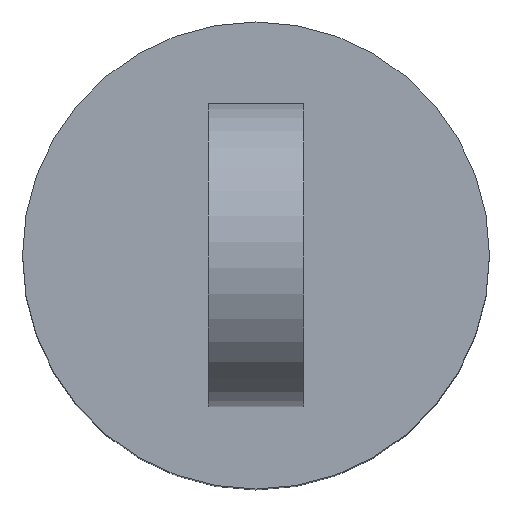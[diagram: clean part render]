
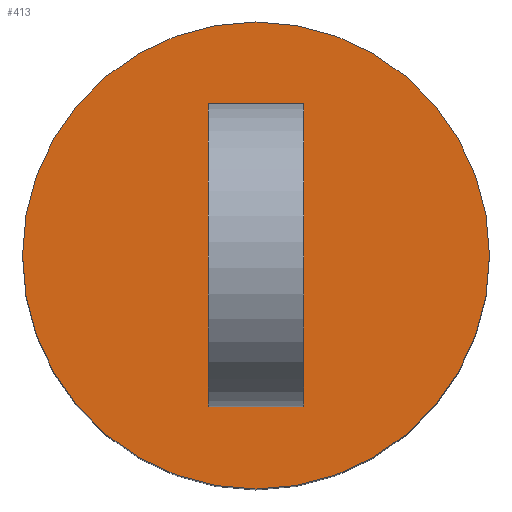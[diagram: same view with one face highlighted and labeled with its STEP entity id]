
A CAD part, top view. The second image highlights one B-rep face of the part: STEP entity #413.
In plain terms, the highlighted planar face has unit normal (0, 0, 1).
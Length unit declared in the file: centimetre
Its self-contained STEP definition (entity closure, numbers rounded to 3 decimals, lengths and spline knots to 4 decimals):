
#83=CIRCLE('',#434,0.125);
#104=VERTEX_POINT('',#570);
#105=VERTEX_POINT('',#571);
#108=VERTEX_POINT('',#579);
#110=VERTEX_POINT('',#585);
#112=VERTEX_POINT('',#594);
#138=VECTOR('',#469,1.);
#142=VECTOR('',#474,1.);
#145=VECTOR('',#478,1.);
#148=VECTOR('',#482,1.);
#174=LINE('',#569,#138);
#178=LINE('',#578,#142);
#181=LINE('',#584,#145);
#184=LINE('',#590,#148);
#210=EDGE_CURVE('',#104,#105,#174,.T.);
#214=EDGE_CURVE('',#105,#108,#178,.T.);
#217=EDGE_CURVE('',#108,#110,#181,.T.);
#220=EDGE_CURVE('',#110,#104,#184,.T.);
#222=EDGE_CURVE('',#112,#112,#83,.T.);
#278=ORIENTED_EDGE('',*,*,#217,.T.);
#279=ORIENTED_EDGE('',*,*,#220,.T.);
#280=ORIENTED_EDGE('',*,*,#210,.T.);
#281=ORIENTED_EDGE('',*,*,#214,.T.);
#282=ORIENTED_EDGE('',*,*,#222,.F.);
#366=EDGE_LOOP('',(#278,#279,#280,#281));
#367=EDGE_LOOP('',(#282));
#390=FACE_BOUND('',#366,.T.);
#391=FACE_BOUND('',#367,.T.);
#413=ADVANCED_FACE('',(#390,#391),#681,.T.);
#434=AXIS2_PLACEMENT_3D('',#593,#486,#487);
#436=AXIS2_PLACEMENT_3D('',#597,#490,$);
#469=DIRECTION('',(-1.,0.,0.));
#474=DIRECTION('',(0.,1.,0.));
#478=DIRECTION('',(1.,0.,0.));
#482=DIRECTION('',(0.,-1.,0.));
#486=DIRECTION('',(0.,0.,-1.));
#487=DIRECTION('',(0.125,0.,0.));
#490=DIRECTION('',(0.,0.,1.));
#569=CARTESIAN_POINT('',(0.,-0.0325,0.3));
#570=CARTESIAN_POINT('',(0.0255,-0.0325,0.3));
#571=CARTESIAN_POINT('',(-0.0255,-0.0325,0.3));
#578=CARTESIAN_POINT('',(-0.0255,0.,0.3));
#579=CARTESIAN_POINT('',(-0.0255,0.0325,0.3));
#584=CARTESIAN_POINT('',(0.,0.0325,0.3));
#585=CARTESIAN_POINT('',(0.0255,0.0325,0.3));
#590=CARTESIAN_POINT('',(0.0255,0.,0.3));
#593=CARTESIAN_POINT('',(0.,0.,0.3));
#594=CARTESIAN_POINT('',(0.125,0.,0.3));
#597=CARTESIAN_POINT('',(0.,0.,0.3));
#681=PLANE('',#436);
